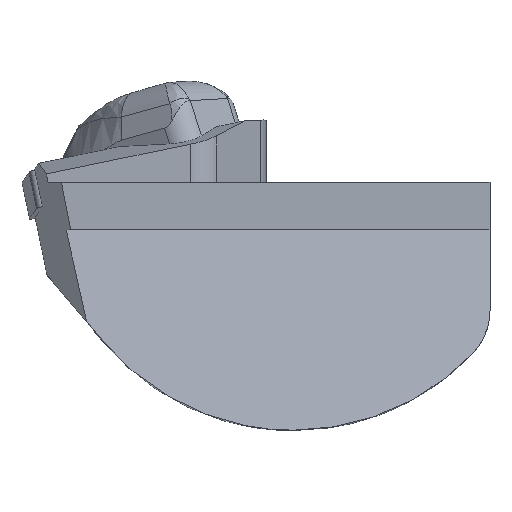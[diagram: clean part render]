
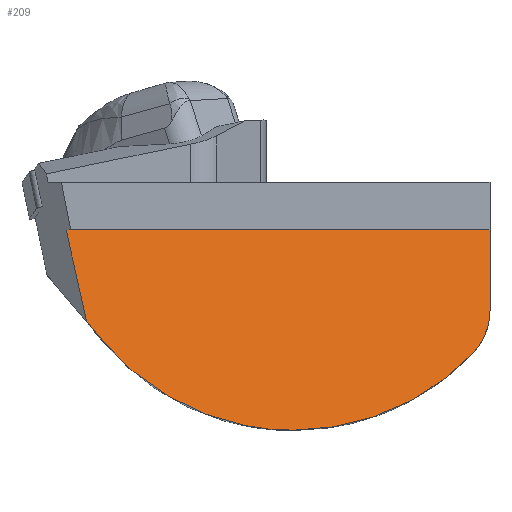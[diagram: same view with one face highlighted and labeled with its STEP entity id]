
A CAD part, top view. The second image highlights one B-rep face of the part: STEP entity #209.
In plain terms, the highlighted planar face has unit normal (0, 0.259, 0.966).
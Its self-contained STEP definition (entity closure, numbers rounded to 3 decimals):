
#141=ELLIPSE('',#1471,32.611,31.5);
#143=ELLIPSE('',#1475,32.611,31.5);
#145=ELLIPSE('',#1479,8.282,8.);
#209=ADVANCED_FACE('',(#320),#274,.F.);
#274=PLANE('',#1480);
#320=FACE_OUTER_BOUND('',#384,.T.);
#384=EDGE_LOOP('',(#767,#768,#769,#770,#771,#772,#773,#774));
#461=LINE('',#1965,#570);
#489=LINE('',#2249,#598);
#494=LINE('',#2274,#603);
#495=LINE('',#2276,#604);
#496=LINE('',#2280,#605);
#570=VECTOR('',#1603,1.);
#598=VECTOR('',#1651,1.);
#603=VECTOR('',#1672,1.);
#604=VECTOR('',#1675,1.);
#605=VECTOR('',#1678,1.);
#767=ORIENTED_EDGE('',*,*,#1254,.F.);
#768=ORIENTED_EDGE('',*,*,#1197,.T.);
#769=ORIENTED_EDGE('',*,*,#1242,.F.);
#770=ORIENTED_EDGE('',*,*,#1243,.T.);
#771=ORIENTED_EDGE('',*,*,#1253,.T.);
#772=ORIENTED_EDGE('',*,*,#1248,.T.);
#773=ORIENTED_EDGE('',*,*,#1255,.T.);
#774=ORIENTED_EDGE('',*,*,#1256,.T.);
#1069=VERTEX_POINT('',#1964);
#1070=VERTEX_POINT('',#1966);
#1101=VERTEX_POINT('',#2248);
#1102=VERTEX_POINT('',#2252);
#1106=VERTEX_POINT('',#2261);
#1107=VERTEX_POINT('',#2263);
#1110=VERTEX_POINT('',#2277);
#1111=VERTEX_POINT('',#2279);
#1197=EDGE_CURVE('',#1070,#1069,#461,.T.);
#1242=EDGE_CURVE('',#1101,#1069,#489,.T.);
#1243=EDGE_CURVE('',#1101,#1102,#141,.T.);
#1248=EDGE_CURVE('',#1107,#1106,#143,.T.);
#1253=EDGE_CURVE('',#1102,#1107,#494,.T.);
#1254=EDGE_CURVE('',#1070,#1110,#495,.T.);
#1255=EDGE_CURVE('',#1106,#1111,#145,.T.);
#1256=EDGE_CURVE('',#1111,#1110,#496,.T.);
#1471=AXIS2_PLACEMENT_3D('',#2251,#1654,#1655);
#1475=AXIS2_PLACEMENT_3D('',#2262,#1664,#1665);
#1479=AXIS2_PLACEMENT_3D('',#2278,#1676,#1677);
#1480=AXIS2_PLACEMENT_3D('',#2281,#1679,#1680);
#1603=DIRECTION('',(0.211,-0.944,0.253));
#1651=DIRECTION('',(-0.63,0.75,-0.201));
#1654=DIRECTION('',(0.,0.259,0.966));
#1655=DIRECTION('',(0.,-0.966,0.259));
#1664=DIRECTION('',(0.,0.259,0.966));
#1665=DIRECTION('',(0.,-0.966,0.259));
#1672=DIRECTION('',(1.,0.,0.));
#1675=DIRECTION('',(1.,0.,0.));
#1676=DIRECTION('',(0.,0.259,0.966));
#1677=DIRECTION('',(0.,-0.966,0.259));
#1678=DIRECTION('',(0.,0.966,-0.259));
#1679=DIRECTION('',(0.,-0.259,-0.966));
#1680=DIRECTION('',(0.,-0.966,0.259));
#1964=CARTESIAN_POINT('',(-26.277,-17.691,3.133));
#1965=CARTESIAN_POINT('',(-26.613,-16.189,2.73));
#1966=CARTESIAN_POINT('',(-28.891,-6.,0.));
#2248=CARTESIAN_POINT('',(-24.131,-20.248,3.818));
#2249=CARTESIAN_POINT('',(-48.513,8.809,-3.968));
#2251=CARTESIAN_POINT('',(-0.001,0.,-1.608));
#2252=CARTESIAN_POINT('',(-0.001,-31.5,6.833));
#2261=CARTESIAN_POINT('',(22.787,-21.748,4.22));
#2262=CARTESIAN_POINT('',(0.,0.,-1.608));
#2263=CARTESIAN_POINT('',(0.,-31.5,6.833));
#2274=CARTESIAN_POINT('',(-100.,-31.5,6.833));
#2276=CARTESIAN_POINT('',(-100.,-6.,0.));
#2277=CARTESIAN_POINT('',(25.,-6.,0.));
#2278=CARTESIAN_POINT('',(17.,-16.225,2.74));
#2279=CARTESIAN_POINT('',(25.,-16.225,2.74));
#2280=CARTESIAN_POINT('',(25.,-31.5,6.833));
#2281=CARTESIAN_POINT('',(-100.,-31.5,6.833));
